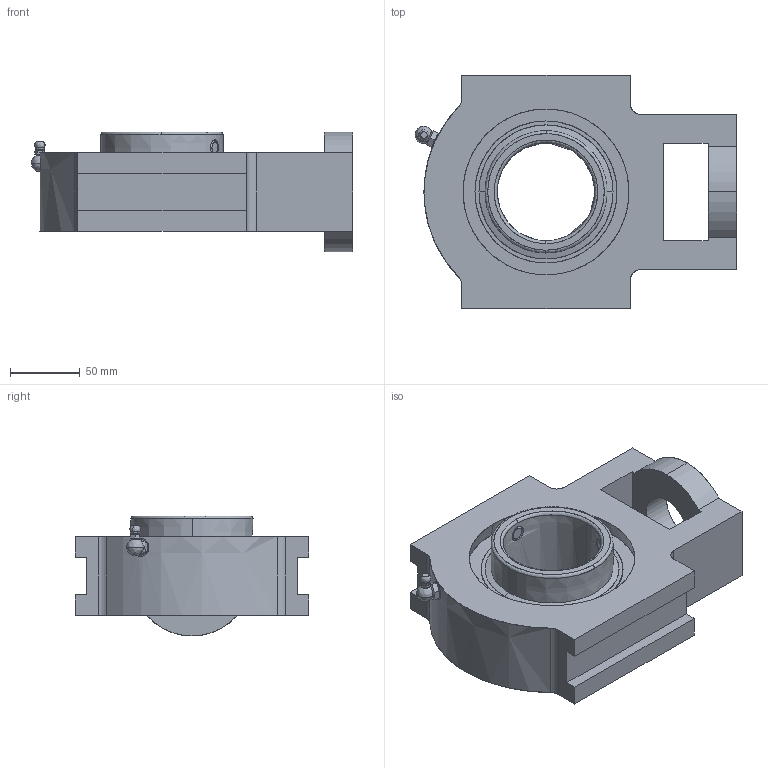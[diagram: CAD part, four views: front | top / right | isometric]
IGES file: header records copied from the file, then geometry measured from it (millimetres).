
Start section: SolidWorks IGES file using analytic representation for surfaces
Global section: file name: STDEFAU0812116252896.igs; native system: SolidWorks 2017; preprocessor: SolidWorks 2017; author: partstream; date: 170812.110628; units: millimetre
Bounding box: 230.14 x 166.69 x 85.72 mm (x, y, z)
Surface area: 143142.8 mm2 (no closed solid volume)
Topology: 0 solids, 0 shells, 151 faces, 2614 edges, 2624 vertices
Faces by surface type: bspline 79, revolution 72
